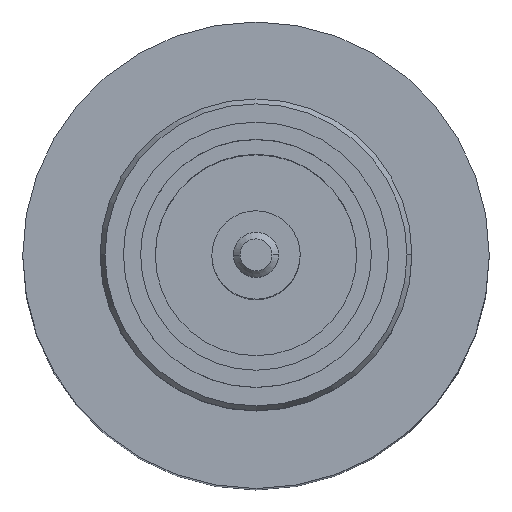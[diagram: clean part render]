
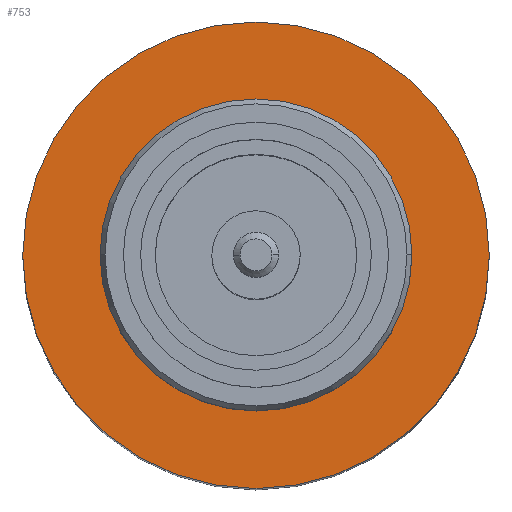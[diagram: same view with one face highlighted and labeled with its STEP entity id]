
A CAD part, top view. The second image highlights one B-rep face of the part: STEP entity #753.
In plain terms, the highlighted planar face has unit normal (0, 0, 1).
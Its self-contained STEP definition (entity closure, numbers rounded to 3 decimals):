
#1 = CIRCLE ( 'NONE', #1451, 4.75 ) ;
#73 = CARTESIAN_POINT ( 'NONE',  ( 2.7, 0., 17. ) ) ;
#170 = EDGE_CURVE ( 'NONE', #1409, #405, #1, .T. ) ;
#329 = DIRECTION ( 'NONE',  ( 0., 0., 1. ) ) ;
#350 = FACE_BOUND ( 'NONE', #2017, .T. ) ;
#377 = CARTESIAN_POINT ( 'NONE',  ( 0., 0., 17. ) ) ;
#405 = VERTEX_POINT ( 'NONE', #1533 ) ;
#411 = DIRECTION ( 'NONE',  ( 1., 0., 0. ) ) ;
#443 = AXIS2_PLACEMENT_3D ( 'NONE', #1284, #1260, #1752 ) ;
#505 = EDGE_CURVE ( 'NONE', #1940, #1895, #964, .T. ) ;
#558 = EDGE_LOOP ( 'NONE', ( #749, #2014 ) ) ;
#727 = DIRECTION ( 'NONE',  ( 1., 0., 0. ) ) ;
#749 = ORIENTED_EDGE ( 'NONE', *, *, #170, .T. ) ;
#753 = ADVANCED_FACE ( 'NONE', ( #1061, #350 ), #888, .T. ) ;
#833 = DIRECTION ( 'NONE',  ( 1., 0., 0. ) ) ;
#888 = PLANE ( 'NONE',  #947 ) ;
#907 = ORIENTED_EDGE ( 'NONE', *, *, #505, .F. ) ;
#947 = AXIS2_PLACEMENT_3D ( 'NONE', #73, #329, #833 ) ;
#964 = CIRCLE ( 'NONE', #1677, 2.7 ) ;
#967 = CARTESIAN_POINT ( 'NONE',  ( 2.7, 0., 17. ) ) ;
#1061 = FACE_OUTER_BOUND ( 'NONE', #558, .T. ) ;
#1127 = CARTESIAN_POINT ( 'NONE',  ( 0., 0., 17. ) ) ;
#1224 = CARTESIAN_POINT ( 'NONE',  ( -2.7, 0., 17. ) ) ;
#1239 = CARTESIAN_POINT ( 'NONE',  ( 0., 0., 17. ) ) ;
#1260 = DIRECTION ( 'NONE',  ( 0., 0., 1. ) ) ;
#1284 = CARTESIAN_POINT ( 'NONE',  ( 0., 0., 17. ) ) ;
#1308 = CIRCLE ( 'NONE', #443, 2.7 ) ;
#1326 = EDGE_CURVE ( 'NONE', #1895, #1940, #1308, .T. ) ;
#1337 = ORIENTED_EDGE ( 'NONE', *, *, #1326, .F. ) ;
#1377 = DIRECTION ( 'NONE',  ( 0., 0., 1. ) ) ;
#1399 = DIRECTION ( 'NONE',  ( 0., 0., 1. ) ) ;
#1409 = VERTEX_POINT ( 'NONE', #1581 ) ;
#1451 = AXIS2_PLACEMENT_3D ( 'NONE', #377, #1377, #727 ) ;
#1474 = CIRCLE ( 'NONE', #1582, 4.75 ) ;
#1533 = CARTESIAN_POINT ( 'NONE',  ( -4.75, 0., 17. ) ) ;
#1581 = CARTESIAN_POINT ( 'NONE',  ( 4.75, 0., 17. ) ) ;
#1582 = AXIS2_PLACEMENT_3D ( 'NONE', #1127, #2119, #2106 ) ;
#1677 = AXIS2_PLACEMENT_3D ( 'NONE', #1239, #1399, #411 ) ;
#1752 = DIRECTION ( 'NONE',  ( 1., 0., 0. ) ) ;
#1895 = VERTEX_POINT ( 'NONE', #967 ) ;
#1940 = VERTEX_POINT ( 'NONE', #1224 ) ;
#2014 = ORIENTED_EDGE ( 'NONE', *, *, #2050, .T. ) ;
#2017 = EDGE_LOOP ( 'NONE', ( #1337, #907 ) ) ;
#2050 = EDGE_CURVE ( 'NONE', #405, #1409, #1474, .T. ) ;
#2106 = DIRECTION ( 'NONE',  ( 1., 0., 0. ) ) ;
#2119 = DIRECTION ( 'NONE',  ( 0., 0., 1. ) ) ;
